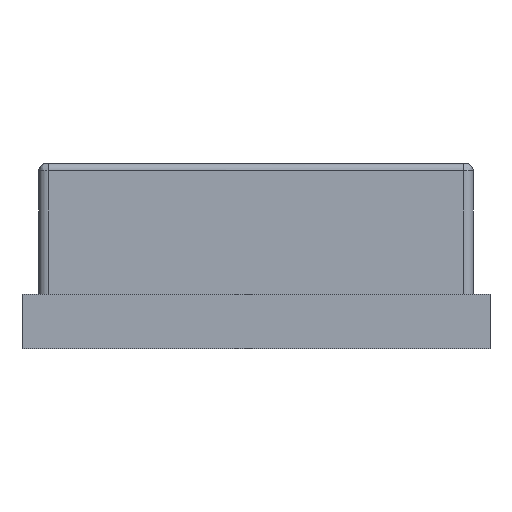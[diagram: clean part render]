
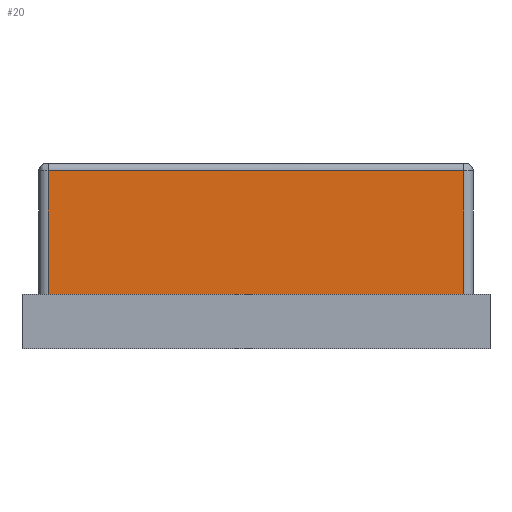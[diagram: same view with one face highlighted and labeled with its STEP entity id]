
A CAD part, front view. The second image highlights one B-rep face of the part: STEP entity #20.
In plain terms, the highlighted free-form (B-spline) face has degree [2, 1] with [3, 2] control points.
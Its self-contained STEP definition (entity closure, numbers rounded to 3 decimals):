
#20=ADVANCED_FACE('',(#44),#696,.T.);
#44=FACE_OUTER_BOUND('',#68,.T.);
#68=EDGE_LOOP('',(#99,#100,#101,#102));
#99=ORIENTED_EDGE('',*,*,#571,.T.);
#100=ORIENTED_EDGE('',*,*,#570,.F.);
#101=ORIENTED_EDGE('',*,*,#572,.T.);
#102=ORIENTED_EDGE('',*,*,#573,.T.);
#195=B_SPLINE_CURVE_WITH_KNOTS('',1,(#1007,#1008),.UNSPECIFIED.,.F.,.F.,
(2,2),(-0.66,0.),.UNSPECIFIED.);
#196=B_SPLINE_CURVE_WITH_KNOTS('',1,(#1009,#1010),.UNSPECIFIED.,.F.,.F.,
(2,2),(-33.646,-31.426),.UNSPECIFIED.);
#197=B_SPLINE_CURVE_WITH_KNOTS('',1,(#1013,#1014),.UNSPECIFIED.,.F.,.F.,
(2,2),(0.,0.66),.UNSPECIFIED.);
#198=B_SPLINE_CURVE_WITH_KNOTS('',3,(#1017,#1018,#1019,#1020),
 .UNSPECIFIED.,.F.,.F.,(4,4),(-2.22,0.),.UNSPECIFIED.);
#199=B_SPLINE_CURVE_WITH_KNOTS('',1,(#1021,#1022),.UNSPECIFIED.,.F.,.F.,
(2,2),(0.,0.66),.UNSPECIFIED.);
#225=B_SPLINE_CURVE_WITH_KNOTS('',1,(#1106,#1107),.UNSPECIFIED.,.F.,.F.,
(2,2),(-0.66,0.),.UNSPECIFIED.);
#235=B_SPLINE_CURVE_WITH_KNOTS('',1,(#1161,#1162),.UNSPECIFIED.,.F.,.F.,
(2,2),(-2.22,0.),.UNSPECIFIED.);
#310=PCURVE('',#712,#414);
#311=PCURVE('',#696,#415);
#312=PCURVE('',#696,#416);
#313=PCURVE('',#696,#417);
#314=PCURVE('',#696,#418);
#315=PCURVE('',#697,#419);
#341=PCURVE('',#703,#445);
#351=PCURVE('',#704,#455);
#414=DEFINITIONAL_REPRESENTATION('',(#630),#1372);
#415=DEFINITIONAL_REPRESENTATION('',(#195),#1372);
#416=DEFINITIONAL_REPRESENTATION('',(#196),#1372);
#417=DEFINITIONAL_REPRESENTATION('',(#197),#1372);
#418=DEFINITIONAL_REPRESENTATION('',(#198),#1372);
#419=DEFINITIONAL_REPRESENTATION('',(#199),#1372);
#445=DEFINITIONAL_REPRESENTATION('',(#225),#1372);
#455=DEFINITIONAL_REPRESENTATION('',(#235),#1372);
#518=SURFACE_CURVE('',#629,(#310,#312),.PCURVE_S1.);
#519=SURFACE_CURVE('',#631,(#311,#341),.PCURVE_S1.);
#520=SURFACE_CURVE('',#632,(#313,#315),.PCURVE_S1.);
#521=SURFACE_CURVE('',#633,(#314,#351),.PCURVE_S1.);
#570=EDGE_CURVE('',#665,#664,#518,.T.);
#571=EDGE_CURVE('',#672,#664,#519,.T.);
#572=EDGE_CURVE('',#665,#673,#520,.T.);
#573=EDGE_CURVE('',#673,#672,#521,.T.);
#629=(
BOUNDED_CURVE()
B_SPLINE_CURVE(2,(#999,#1000,#1001),.UNSPECIFIED.,.F.,.F.)
B_SPLINE_CURVE_WITH_KNOTS((3,3),(-33.646,-31.426),
 .UNSPECIFIED.)
CURVE()
GEOMETRIC_REPRESENTATION_ITEM()
RATIONAL_B_SPLINE_CURVE((1.,1.,1.))
REPRESENTATION_ITEM('')
);
#630=(
BOUNDED_CURVE()
B_SPLINE_CURVE(2,(#1002,#1003,#1004),.UNSPECIFIED.,.F.,.F.)
B_SPLINE_CURVE_WITH_KNOTS((3,3),(-33.646,-31.426),
 .UNSPECIFIED.)
CURVE()
GEOMETRIC_REPRESENTATION_ITEM()
RATIONAL_B_SPLINE_CURVE((1.,1.,1.))
REPRESENTATION_ITEM('')
);
#631=(
BOUNDED_CURVE()
B_SPLINE_CURVE(1,(#1005,#1006),.UNSPECIFIED.,.F.,.F.)
B_SPLINE_CURVE_WITH_KNOTS((2,2),(-0.66,0.),.UNSPECIFIED.)
CURVE()
GEOMETRIC_REPRESENTATION_ITEM()
RATIONAL_B_SPLINE_CURVE((1.,1.))
REPRESENTATION_ITEM('')
);
#632=(
BOUNDED_CURVE()
B_SPLINE_CURVE(1,(#1011,#1012),.UNSPECIFIED.,.F.,.F.)
B_SPLINE_CURVE_WITH_KNOTS((2,2),(0.,0.66),.UNSPECIFIED.)
CURVE()
GEOMETRIC_REPRESENTATION_ITEM()
RATIONAL_B_SPLINE_CURVE((1.,1.))
REPRESENTATION_ITEM('')
);
#633=(
BOUNDED_CURVE()
B_SPLINE_CURVE(1,(#1015,#1016),.UNSPECIFIED.,.F.,.F.)
B_SPLINE_CURVE_WITH_KNOTS((2,2),(-2.22,0.),
 .UNSPECIFIED.)
CURVE()
GEOMETRIC_REPRESENTATION_ITEM()
RATIONAL_B_SPLINE_CURVE((1.,1.))
REPRESENTATION_ITEM('')
);
#664=VERTEX_POINT('',#933);
#665=VERTEX_POINT('',#934);
#672=VERTEX_POINT('',#941);
#673=VERTEX_POINT('',#942);
#696=(
BOUNDED_SURFACE()
B_SPLINE_SURFACE(2,1,((#821,#822),(#823,#824),(#825,#826)),
 .UNSPECIFIED.,.F.,.F.,.F.)
B_SPLINE_SURFACE_WITH_KNOTS((3,3),(2,2),(31.426,33.646),
(0.,0.7),.UNSPECIFIED.)
GEOMETRIC_REPRESENTATION_ITEM()
RATIONAL_B_SPLINE_SURFACE(((1.,1.),(1.,1.),(1.,1.)))
REPRESENTATION_ITEM('')
SURFACE()
);
#697=(
BOUNDED_SURFACE()
B_SPLINE_SURFACE(2,1,((#827,#828),(#829,#830),(#831,#832)),
 .UNSPECIFIED.,.F.,.F.,.F.)
B_SPLINE_SURFACE_WITH_KNOTS((3,3),(2,2),(33.646,33.724),
(0.,0.7),.UNSPECIFIED.)
GEOMETRIC_REPRESENTATION_ITEM()
RATIONAL_B_SPLINE_SURFACE(((1.,1.),(0.707,0.707),
(1.,1.)))
REPRESENTATION_ITEM('')
SURFACE()
);
#703=(
BOUNDED_SURFACE()
B_SPLINE_SURFACE(2,1,((#863,#864),(#865,#866),(#867,#868)),
 .UNSPECIFIED.,.F.,.F.,.F.)
B_SPLINE_SURFACE_WITH_KNOTS((3,3),(2,2),(41.741,41.82),
(0.,0.7),.UNSPECIFIED.)
GEOMETRIC_REPRESENTATION_ITEM()
RATIONAL_B_SPLINE_SURFACE(((1.,1.),(0.707,0.707),
(1.,1.)))
REPRESENTATION_ITEM('')
SURFACE()
);
#704=(
BOUNDED_SURFACE()
B_SPLINE_SURFACE(1,2,((#873,#874,#875),(#876,#877,#878)),.UNSPECIFIED.,
 .F.,.F.,.F.)
B_SPLINE_SURFACE_WITH_KNOTS((2,2),(3,3),(0.,2.22),(0.,
0.063),.UNSPECIFIED.)
GEOMETRIC_REPRESENTATION_ITEM()
RATIONAL_B_SPLINE_SURFACE(((1.,0.707,1.),(1.,0.707,
1.)))
REPRESENTATION_ITEM('')
SURFACE()
);
#712=B_SPLINE_SURFACE_WITH_KNOTS('',1,1,((#817,#818),(#819,#820)),
 .UNSPECIFIED.,.F.,.F.,.F.,(2,2),(2,2),(-0.365,3.285),(-0.34,
2.56),.UNSPECIFIED.);
#817=CARTESIAN_POINT('',(-0.2,-0.275,0.29));
#818=CARTESIAN_POINT('',(2.7,-0.275,0.29));
#819=CARTESIAN_POINT('',(-0.2,3.375,0.29));
#820=CARTESIAN_POINT('',(2.7,3.375,0.29));
#821=CARTESIAN_POINT('',(0.14,0.09,0.29));
#822=CARTESIAN_POINT('',(0.14,0.09,0.99));
#823=CARTESIAN_POINT('',(1.25,0.09,0.29));
#824=CARTESIAN_POINT('',(1.25,0.09,0.99));
#825=CARTESIAN_POINT('',(2.36,0.09,0.29));
#826=CARTESIAN_POINT('',(2.36,0.09,0.99));
#827=CARTESIAN_POINT('',(2.36,0.09,0.29));
#828=CARTESIAN_POINT('',(2.36,0.09,0.99));
#829=CARTESIAN_POINT('',(2.41,0.09,0.29));
#830=CARTESIAN_POINT('',(2.41,0.09,0.99));
#831=CARTESIAN_POINT('',(2.41,0.14,0.29));
#832=CARTESIAN_POINT('',(2.41,0.14,0.99));
#863=CARTESIAN_POINT('',(0.09,0.14,0.29));
#864=CARTESIAN_POINT('',(0.09,0.14,0.99));
#865=CARTESIAN_POINT('',(0.09,0.09,0.29));
#866=CARTESIAN_POINT('',(0.09,0.09,0.99));
#867=CARTESIAN_POINT('',(0.14,0.09,0.29));
#868=CARTESIAN_POINT('',(0.14,0.09,0.99));
#873=CARTESIAN_POINT('',(0.14,0.09,0.95));
#874=CARTESIAN_POINT('',(0.14,0.09,0.99));
#875=CARTESIAN_POINT('',(0.14,0.13,0.99));
#876=CARTESIAN_POINT('',(2.36,0.09,0.95));
#877=CARTESIAN_POINT('',(2.36,0.09,0.99));
#878=CARTESIAN_POINT('',(2.36,0.13,0.99));
#933=CARTESIAN_POINT('',(0.14,0.09,0.29));
#934=CARTESIAN_POINT('',(2.36,0.09,0.29));
#941=CARTESIAN_POINT('',(0.14,0.09,0.95));
#942=CARTESIAN_POINT('',(2.36,0.09,0.95));
#999=CARTESIAN_POINT('',(2.36,0.09,0.29));
#1000=CARTESIAN_POINT('',(1.25,0.09,0.29));
#1001=CARTESIAN_POINT('',(0.14,0.09,0.29));
#1002=CARTESIAN_POINT('',(0.,2.22));
#1003=CARTESIAN_POINT('',(0.,1.11));
#1004=CARTESIAN_POINT('',(0.,0.));
#1005=CARTESIAN_POINT('',(0.14,0.09,0.95));
#1006=CARTESIAN_POINT('',(0.14,0.09,0.29));
#1007=CARTESIAN_POINT('',(31.426,0.66));
#1008=CARTESIAN_POINT('',(31.426,0.));
#1009=CARTESIAN_POINT('',(33.646,0.));
#1010=CARTESIAN_POINT('',(31.426,0.));
#1011=CARTESIAN_POINT('',(2.36,0.09,0.29));
#1012=CARTESIAN_POINT('',(2.36,0.09,0.95));
#1013=CARTESIAN_POINT('',(33.646,0.));
#1014=CARTESIAN_POINT('',(33.646,0.66));
#1015=CARTESIAN_POINT('',(2.36,0.09,0.95));
#1016=CARTESIAN_POINT('',(0.14,0.09,0.95));
#1017=CARTESIAN_POINT('',(33.646,0.66));
#1018=CARTESIAN_POINT('',(32.906,0.66));
#1019=CARTESIAN_POINT('',(32.166,0.66));
#1020=CARTESIAN_POINT('',(31.426,0.66));
#1021=CARTESIAN_POINT('',(33.646,0.));
#1022=CARTESIAN_POINT('',(33.646,0.66));
#1106=CARTESIAN_POINT('',(41.82,0.66));
#1107=CARTESIAN_POINT('',(41.82,0.));
#1161=CARTESIAN_POINT('',(2.22,0.));
#1162=CARTESIAN_POINT('',(0.,0.));
#1372=(
GEOMETRIC_REPRESENTATION_CONTEXT(2)
PARAMETRIC_REPRESENTATION_CONTEXT()
REPRESENTATION_CONTEXT('pspace','')
);
